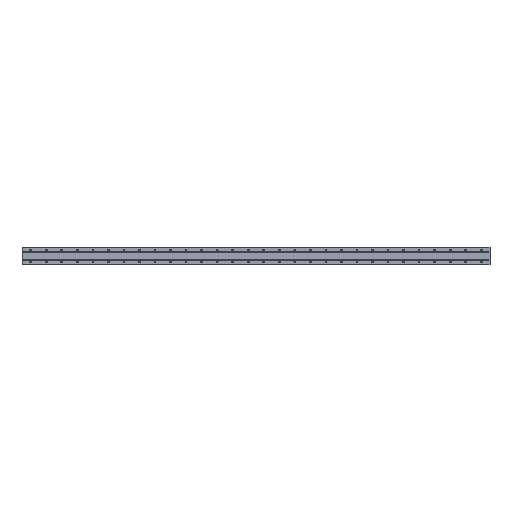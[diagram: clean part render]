
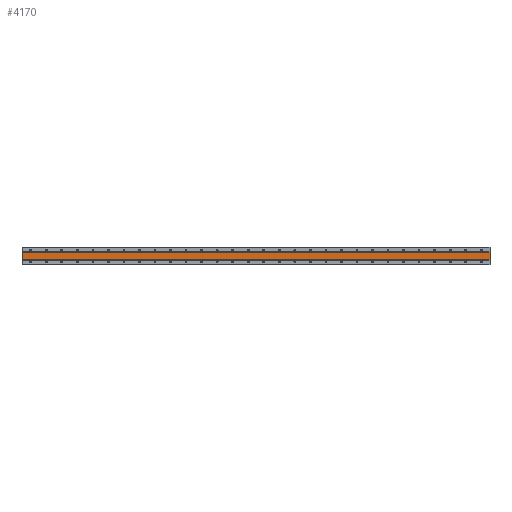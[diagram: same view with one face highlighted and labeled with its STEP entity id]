
A CAD part, front view. The second image highlights one B-rep face of the part: STEP entity #4170.
In plain terms, the highlighted planar face has unit normal (0, -1, 0).
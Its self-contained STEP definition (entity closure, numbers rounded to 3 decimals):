
#426 = LINE ( 'NONE', #3611, #8310 ) ;
#836 = LINE ( 'NONE', #4031, #6595 ) ;
#1291 = PLANE ( 'NONE',  #8953 ) ;
#1772 = LINE ( 'NONE', #8140, #8809 ) ;
#2086 = VERTEX_POINT ( 'NONE', #5451 ) ;
#2135 = ORIENTED_EDGE ( 'NONE', *, *, #9592, .F. ) ;
#2193 = EDGE_CURVE ( 'NONE', #3621, #9105, #836, .T. ) ;
#2240 = ORIENTED_EDGE ( 'NONE', *, *, #2193, .F. ) ;
#2422 = VECTOR ( 'NONE', #8765, 1000. ) ;
#3591 = DIRECTION ( 'NONE',  ( 0., 0., 1. ) ) ;
#3611 = CARTESIAN_POINT ( 'NONE',  ( 2365., 1., 20. ) ) ;
#3621 = VERTEX_POINT ( 'NONE', #8233 ) ;
#3859 = VERTEX_POINT ( 'NONE', #5440 ) ;
#3927 = LINE ( 'NONE', #4598, #2422 ) ;
#4031 = CARTESIAN_POINT ( 'NONE',  ( 2365., 1., -20. ) ) ;
#4083 = DIRECTION ( 'NONE',  ( 0., 0., 1. ) ) ;
#4170 = ADVANCED_FACE ( 'NONE', ( #8499 ), #1291, .F. ) ;
#4483 = CARTESIAN_POINT ( 'NONE',  ( 2365., 1., 20. ) ) ;
#4598 = CARTESIAN_POINT ( 'NONE',  ( 2365., 1., 20. ) ) ;
#4660 = ORIENTED_EDGE ( 'NONE', *, *, #5205, .F. ) ;
#5205 = EDGE_CURVE ( 'NONE', #9105, #2086, #1772, .T. ) ;
#5440 = CARTESIAN_POINT ( 'NONE',  ( 2365., 1., 20. ) ) ;
#5451 = CARTESIAN_POINT ( 'NONE',  ( -45., 1., 20. ) ) ;
#5539 = EDGE_CURVE ( 'NONE', #2086, #3859, #3927, .T. ) ;
#6023 = DIRECTION ( 'NONE',  ( 0., 0., -1. ) ) ;
#6199 = ORIENTED_EDGE ( 'NONE', *, *, #5539, .F. ) ;
#6595 = VECTOR ( 'NONE', #6658, 1000. ) ;
#6658 = DIRECTION ( 'NONE',  ( -1., 0., 0. ) ) ;
#7074 = EDGE_LOOP ( 'NONE', ( #2240, #2135, #6199, #4660 ) ) ;
#8140 = CARTESIAN_POINT ( 'NONE',  ( -45., 1., 20. ) ) ;
#8233 = CARTESIAN_POINT ( 'NONE',  ( 2365., 1., -20. ) ) ;
#8310 = VECTOR ( 'NONE', #6023, 1000. ) ;
#8386 = DIRECTION ( 'NONE',  ( 0., 1., 0. ) ) ;
#8499 = FACE_OUTER_BOUND ( 'NONE', #7074, .T. ) ;
#8765 = DIRECTION ( 'NONE',  ( 1., 0., 0. ) ) ;
#8809 = VECTOR ( 'NONE', #4083, 1000. ) ;
#8953 = AXIS2_PLACEMENT_3D ( 'NONE', #4483, #8386, #3591 ) ;
#9105 = VERTEX_POINT ( 'NONE', #10014 ) ;
#9592 = EDGE_CURVE ( 'NONE', #3859, #3621, #426, .T. ) ;
#10014 = CARTESIAN_POINT ( 'NONE',  ( -45., 1., -20. ) ) ;
